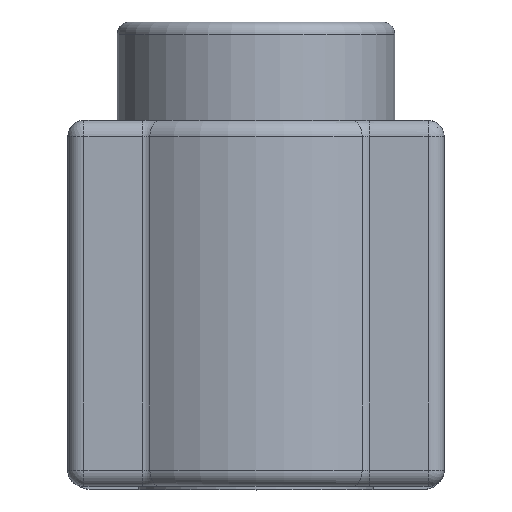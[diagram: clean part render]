
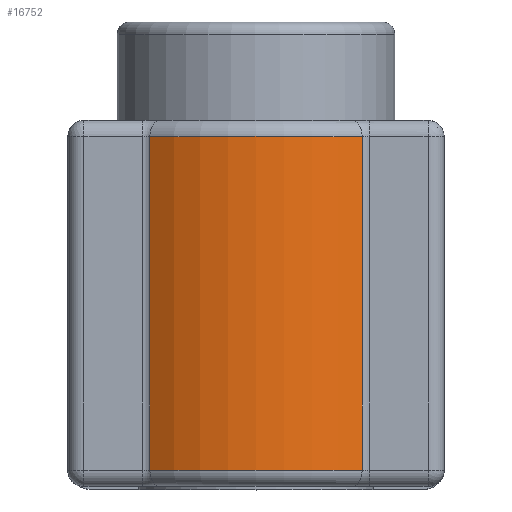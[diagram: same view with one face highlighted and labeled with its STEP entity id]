
A CAD part, top view. The second image highlights one B-rep face of the part: STEP entity #16752.
In plain terms, the highlighted cylindrical face has radius 22.1 mm (diameter 44.2 mm), a partial arc.
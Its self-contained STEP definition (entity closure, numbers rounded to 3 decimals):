
#16268=CARTESIAN_POINT('',(-13.109,13.6,17.792));
#16269=VERTEX_POINT('',#16268);
#16302=CARTESIAN_POINT('',(13.109,13.6,17.792));
#16303=VERTEX_POINT('',#16302);
#16313=CARTESIAN_POINT('',(0.,13.6,0.));
#16314=DIRECTION('',(0.0,1.0,0.0));
#16315=DIRECTION('',(0.0,0.0,1.0));
#16316=AXIS2_PLACEMENT_3D('',#16313,#16314,#16315);
#16317=CIRCLE('',#16316,22.1);
#16318=EDGE_CURVE('',#16269,#16303,#16317,.T.);
#16522=CARTESIAN_POINT('',(-13.109,-27.6,17.792));
#16523=VERTEX_POINT('',#16522);
#16610=CARTESIAN_POINT('',(13.109,-27.6,17.792));
#16611=VERTEX_POINT('',#16610);
#16619=CARTESIAN_POINT('',(0.,-27.6,0.));
#16620=DIRECTION('',(0.0,-1.0,0.0));
#16621=DIRECTION('',(0.0,0.0,1.0));
#16622=AXIS2_PLACEMENT_3D('',#16619,#16620,#16621);
#16623=CIRCLE('',#16622,22.1);
#16624=EDGE_CURVE('',#16611,#16523,#16623,.T.);
#16710=CARTESIAN_POINT('',(13.109,13.6,17.792));
#16711=DIRECTION('',(0.0,-1.0,0.0));
#16712=VECTOR('',#16711,41.2);
#16713=LINE('',#16710,#16712);
#16714=EDGE_CURVE('',#16303,#16611,#16713,.T.);
#16725=CARTESIAN_POINT('',(-13.109,-27.6,17.792));
#16726=DIRECTION('',(0.0,1.0,0.0));
#16727=VECTOR('',#16726,41.2);
#16728=LINE('',#16725,#16727);
#16729=EDGE_CURVE('',#16523,#16269,#16728,.T.);
#16741=CARTESIAN_POINT('',(0.,-29.6,0.));
#16742=DIRECTION('',(0.,1.0,0.));
#16743=DIRECTION('',(-0.611,0.,0.792));
#16744=AXIS2_PLACEMENT_3D('',#16741,#16742,#16743);
#16745=CYLINDRICAL_SURFACE('',#16744,22.1);
#16746=ORIENTED_EDGE('',*,*,#16624,.F.);
#16747=ORIENTED_EDGE('',*,*,#16714,.F.);
#16748=ORIENTED_EDGE('',*,*,#16318,.F.);
#16749=ORIENTED_EDGE('',*,*,#16729,.F.);
#16750=EDGE_LOOP('',(#16746,#16747,#16748,#16749));
#16751=FACE_OUTER_BOUND('',#16750,.T.);
#16752=ADVANCED_FACE('',(#16751),#16745,.T.);
